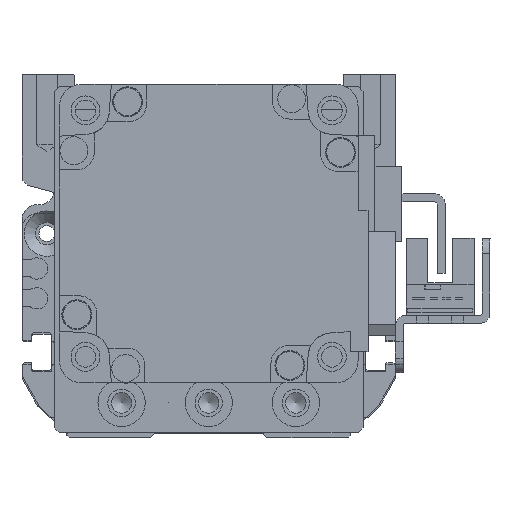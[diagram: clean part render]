
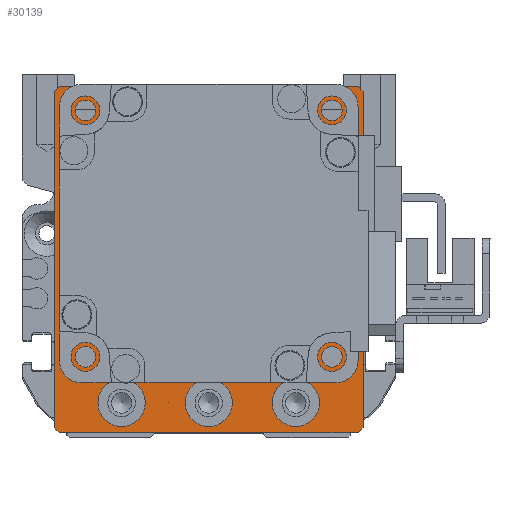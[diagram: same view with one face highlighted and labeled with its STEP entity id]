
A CAD part, left-side view. The second image highlights one B-rep face of the part: STEP entity #30139.
In plain terms, the highlighted face is planar.
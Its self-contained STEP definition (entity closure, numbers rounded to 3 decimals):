
#1150=FACE_BOUND('',#5548,.T.);
#1151=FACE_BOUND('',#5549,.T.);
#1152=FACE_BOUND('',#5550,.T.);
#1153=FACE_BOUND('',#5551,.T.);
#1154=FACE_BOUND('',#5552,.T.);
#1155=FACE_BOUND('',#5553,.T.);
#1156=FACE_BOUND('',#5554,.T.);
#1157=FACE_BOUND('',#5555,.T.);
#1911=PLANE('',#33867);
#3449=FACE_OUTER_BOUND('',#5547,.T.);
#5547=EDGE_LOOP('',(#26733,#26734,#26735,#26736,#26737,#26738,#26739,#26740));
#5548=EDGE_LOOP('',(#26741));
#5549=EDGE_LOOP('',(#26742));
#5550=EDGE_LOOP('',(#26743));
#5551=EDGE_LOOP('',(#26744));
#5552=EDGE_LOOP('',(#26745));
#5553=EDGE_LOOP('',(#26746));
#5554=EDGE_LOOP('',(#26747));
#5555=EDGE_LOOP('',(#26748));
#7883=LINE('',#52058,#10270);
#7886=LINE('',#52063,#10273);
#7888=LINE('',#52067,#10275);
#7890=LINE('',#52071,#10277);
#7892=LINE('',#52076,#10279);
#7894=LINE('',#52079,#10281);
#7895=LINE('',#52081,#10282);
#7896=LINE('',#52082,#10283);
#10270=VECTOR('',#42311,10.);
#10273=VECTOR('',#42316,10.);
#10275=VECTOR('',#42320,10.);
#10277=VECTOR('',#42324,10.);
#10279=VECTOR('',#42328,10.);
#10281=VECTOR('',#42332,10.);
#10282=VECTOR('',#42333,10.);
#10283=VECTOR('',#42334,10.);
#12228=CIRCLE('',#33868,25.);
#12229=CIRCLE('',#33869,2.067);
#12230=CIRCLE('',#33870,2.067);
#12231=CIRCLE('',#33871,2.067);
#12232=CIRCLE('',#33872,2.067);
#12233=CIRCLE('',#33873,4.75);
#12234=CIRCLE('',#33874,4.75);
#12235=CIRCLE('',#33875,4.75);
#14830=VERTEX_POINT('',#52055);
#14831=VERTEX_POINT('',#52057);
#14832=VERTEX_POINT('',#52061);
#14833=VERTEX_POINT('',#52065);
#14834=VERTEX_POINT('',#52069);
#14835=VERTEX_POINT('',#52073);
#14836=VERTEX_POINT('',#52075);
#14837=VERTEX_POINT('',#52080);
#14838=VERTEX_POINT('',#52083);
#14839=VERTEX_POINT('',#52085);
#14840=VERTEX_POINT('',#52087);
#14841=VERTEX_POINT('',#52089);
#14842=VERTEX_POINT('',#52091);
#14843=VERTEX_POINT('',#52093);
#14844=VERTEX_POINT('',#52095);
#14845=VERTEX_POINT('',#52097);
#18867=EDGE_CURVE('',#14830,#14831,#7883,.T.);
#18870=EDGE_CURVE('',#14830,#14832,#7886,.T.);
#18872=EDGE_CURVE('',#14833,#14832,#7888,.T.);
#18874=EDGE_CURVE('',#14833,#14834,#7890,.T.);
#18876=EDGE_CURVE('',#14835,#14836,#7892,.T.);
#18878=EDGE_CURVE('',#14835,#14831,#7894,.T.);
#18879=EDGE_CURVE('',#14837,#14834,#7895,.T.);
#18880=EDGE_CURVE('',#14837,#14836,#7896,.T.);
#18881=EDGE_CURVE('',#14838,#14838,#12228,.T.);
#18882=EDGE_CURVE('',#14839,#14839,#12229,.T.);
#18883=EDGE_CURVE('',#14840,#14840,#12230,.T.);
#18884=EDGE_CURVE('',#14841,#14841,#12231,.T.);
#18885=EDGE_CURVE('',#14842,#14842,#12232,.T.);
#18886=EDGE_CURVE('',#14843,#14843,#12233,.T.);
#18887=EDGE_CURVE('',#14844,#14844,#12234,.T.);
#18888=EDGE_CURVE('',#14845,#14845,#12235,.T.);
#26733=ORIENTED_EDGE('',*,*,#18876,.F.);
#26734=ORIENTED_EDGE('',*,*,#18878,.T.);
#26735=ORIENTED_EDGE('',*,*,#18867,.F.);
#26736=ORIENTED_EDGE('',*,*,#18870,.T.);
#26737=ORIENTED_EDGE('',*,*,#18872,.F.);
#26738=ORIENTED_EDGE('',*,*,#18874,.T.);
#26739=ORIENTED_EDGE('',*,*,#18879,.F.);
#26740=ORIENTED_EDGE('',*,*,#18880,.T.);
#26741=ORIENTED_EDGE('',*,*,#18881,.T.);
#26742=ORIENTED_EDGE('',*,*,#18882,.T.);
#26743=ORIENTED_EDGE('',*,*,#18883,.T.);
#26744=ORIENTED_EDGE('',*,*,#18884,.T.);
#26745=ORIENTED_EDGE('',*,*,#18885,.T.);
#26746=ORIENTED_EDGE('',*,*,#18886,.T.);
#26747=ORIENTED_EDGE('',*,*,#18887,.T.);
#26748=ORIENTED_EDGE('',*,*,#18888,.T.);
#30139=ADVANCED_FACE('',(#3449,#1150,#1151,#1152,#1153,#1154,#1155,#1156,
#1157),#1911,.T.);
#33867=AXIS2_PLACEMENT_3D('',#52078,#42330,#42331);
#33868=AXIS2_PLACEMENT_3D('',#52084,#42335,#42336);
#33869=AXIS2_PLACEMENT_3D('',#52086,#42337,#42338);
#33870=AXIS2_PLACEMENT_3D('',#52088,#42339,#42340);
#33871=AXIS2_PLACEMENT_3D('',#52090,#42341,#42342);
#33872=AXIS2_PLACEMENT_3D('',#52092,#42343,#42344);
#33873=AXIS2_PLACEMENT_3D('',#52094,#42345,#42346);
#33874=AXIS2_PLACEMENT_3D('',#52096,#42347,#42348);
#33875=AXIS2_PLACEMENT_3D('',#52098,#42349,#42350);
#42311=DIRECTION('',(-0.707,-0.707,0.));
#42316=DIRECTION('',(0.,1.,0.));
#42320=DIRECTION('',(0.707,-0.707,0.));
#42324=DIRECTION('',(-1.,0.,0.));
#42328=DIRECTION('',(-0.707,0.707,0.));
#42330=DIRECTION('center_axis',(0.,0.,1.));
#42331=DIRECTION('ref_axis',(1.,0.,0.));
#42332=DIRECTION('',(1.,0.,0.));
#42333=DIRECTION('',(0.707,0.707,0.));
#42334=DIRECTION('',(0.,-1.,0.));
#42335=DIRECTION('center_axis',(0.,0.,-1.));
#42336=DIRECTION('ref_axis',(1.,0.,0.));
#42337=DIRECTION('center_axis',(0.,0.,-1.));
#42338=DIRECTION('ref_axis',(1.,0.,0.));
#42339=DIRECTION('center_axis',(0.,0.,-1.));
#42340=DIRECTION('ref_axis',(1.,0.,0.));
#42341=DIRECTION('center_axis',(0.,0.,-1.));
#42342=DIRECTION('ref_axis',(1.,0.,0.));
#42343=DIRECTION('center_axis',(0.,0.,-1.));
#42344=DIRECTION('ref_axis',(1.,0.,0.));
#42345=DIRECTION('center_axis',(0.,0.,-1.));
#42346=DIRECTION('ref_axis',(1.,0.,0.));
#42347=DIRECTION('center_axis',(0.,0.,-1.));
#42348=DIRECTION('ref_axis',(1.,0.,0.));
#42349=DIRECTION('center_axis',(0.,0.,-1.));
#42350=DIRECTION('ref_axis',(1.,0.,0.));
#52055=CARTESIAN_POINT('',(31.,-33.75,59.));
#52057=CARTESIAN_POINT('',(30.,-34.75,59.));
#52058=CARTESIAN_POINT('',(31.438,-33.313,59.));
#52061=CARTESIAN_POINT('',(31.,33.75,59.));
#52063=CARTESIAN_POINT('',(31.,-34.75,59.));
#52065=CARTESIAN_POINT('',(30.,34.75,59.));
#52067=CARTESIAN_POINT('',(31.438,33.313,59.));
#52069=CARTESIAN_POINT('',(-30.,34.75,59.));
#52071=CARTESIAN_POINT('',(31.,34.75,59.));
#52073=CARTESIAN_POINT('',(-30.,-34.75,59.));
#52075=CARTESIAN_POINT('',(-31.,-33.75,59.));
#52076=CARTESIAN_POINT('',(-31.438,-33.313,59.));
#52078=CARTESIAN_POINT('Origin',(0.,0.,
59.));
#52079=CARTESIAN_POINT('',(-31.,-34.75,59.));
#52080=CARTESIAN_POINT('',(-31.,33.75,59.));
#52081=CARTESIAN_POINT('',(-31.438,33.313,59.));
#52082=CARTESIAN_POINT('',(-31.,34.75,59.));
#52083=CARTESIAN_POINT('',(-25.,5.25,59.));
#52084=CARTESIAN_POINT('Origin',(0.,5.25,59.));
#52085=CARTESIAN_POINT('',(22.682,-19.499,59.));
#52086=CARTESIAN_POINT('Origin',(24.749,-19.499,59.));
#52087=CARTESIAN_POINT('',(22.682,29.999,59.));
#52088=CARTESIAN_POINT('Origin',(24.749,29.999,59.));
#52089=CARTESIAN_POINT('',(-26.816,29.999,59.));
#52090=CARTESIAN_POINT('Origin',(-24.749,29.999,59.));
#52091=CARTESIAN_POINT('',(-26.816,-19.499,59.));
#52092=CARTESIAN_POINT('Origin',(-24.749,-19.499,59.));
#52093=CARTESIAN_POINT('',(12.75,-28.75,59.));
#52094=CARTESIAN_POINT('Origin',(17.5,-28.75,59.));
#52095=CARTESIAN_POINT('',(-4.75,-28.75,59.));
#52096=CARTESIAN_POINT('Origin',(0.,-28.75,59.));
#52097=CARTESIAN_POINT('',(-22.25,-28.75,59.));
#52098=CARTESIAN_POINT('Origin',(-17.5,-28.75,59.));
